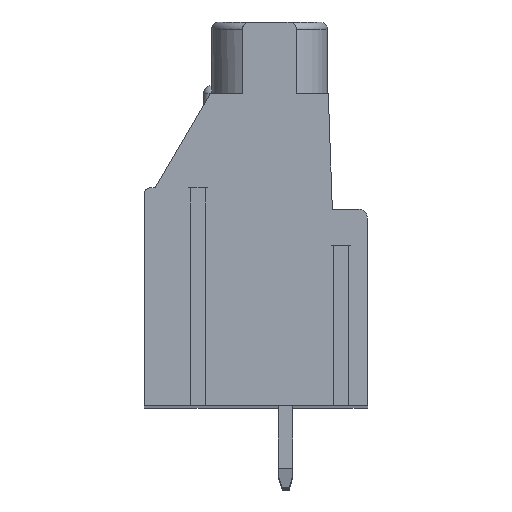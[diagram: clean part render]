
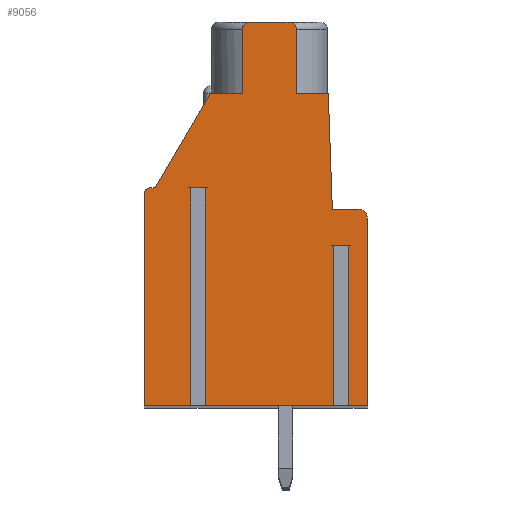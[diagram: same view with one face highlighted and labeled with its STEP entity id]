
A CAD part, top view. The second image highlights one B-rep face of the part: STEP entity #9056.
In plain terms, the highlighted planar face has unit normal (0, 0, 1).
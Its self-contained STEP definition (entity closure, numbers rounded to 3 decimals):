
#27=DIRECTION('',(-1.,0.,0.));
#28=VECTOR('',#27,0.82);
#29=CARTESIAN_POINT('',(-2.09,1.2,72.39));
#30=LINE('',#29,#28);
#31=DIRECTION('',(0.,1.,0.));
#32=VECTOR('',#31,12.2);
#33=CARTESIAN_POINT('',(-2.91,-11.,72.39));
#34=LINE('',#33,#32);
#35=DIRECTION('',(1.,0.,0.));
#36=VECTOR('',#35,2.59);
#37=CARTESIAN_POINT('',(-5.5,-11.,72.39));
#38=LINE('',#37,#36);
#39=DIRECTION('',(0.,-1.,0.));
#40=VECTOR('',#39,11.9);
#41=CARTESIAN_POINT('',(-5.5,0.9,72.39));
#42=LINE('',#41,#40);
#43=CARTESIAN_POINT('',(-5.2,0.9,72.39));
#44=DIRECTION('',(0.,0.,1.));
#45=DIRECTION('',(0.,1.,0.));
#46=AXIS2_PLACEMENT_3D('',#43,#44,#45);
#48=DIRECTION('',(-1.,0.,0.));
#49=VECTOR('',#48,0.3);
#50=CARTESIAN_POINT('',(-4.9,1.2,72.39));
#51=LINE('',#50,#49);
#52=DIRECTION('',(-0.505,-0.863,0.));
#53=VECTOR('',#52,6.14);
#54=CARTESIAN_POINT('',(-1.8,6.5,72.39));
#55=LINE('',#54,#53);
#56=DIRECTION('',(-1.,0.,0.));
#57=VECTOR('',#56,1.8);
#58=CARTESIAN_POINT('',(0.,6.5,72.39));
#59=LINE('',#58,#57);
#60=DIRECTION('',(0.,-1.,0.));
#61=VECTOR('',#60,3.6);
#62=CARTESIAN_POINT('',(0.,10.1,72.39));
#63=LINE('',#62,#61);
#64=CARTESIAN_POINT('',(0.4,10.1,72.39));
#65=DIRECTION('',(0.,0.,1.));
#66=DIRECTION('',(0.,1.,0.));
#67=AXIS2_PLACEMENT_3D('',#64,#65,#66);
#69=DIRECTION('',(-1.,0.,0.));
#70=VECTOR('',#69,2.2);
#71=CARTESIAN_POINT('',(2.6,10.5,72.39));
#72=LINE('',#71,#70);
#73=CARTESIAN_POINT('',(2.6,10.1,72.39));
#74=DIRECTION('',(0.,0.,1.));
#75=DIRECTION('',(1.,0.,0.));
#76=AXIS2_PLACEMENT_3D('',#73,#74,#75);
#78=DIRECTION('',(0.,1.,0.));
#79=VECTOR('',#78,3.6);
#80=CARTESIAN_POINT('',(3.,6.5,72.39));
#81=LINE('',#80,#79);
#82=DIRECTION('',(-1.,0.,0.));
#83=VECTOR('',#82,1.8);
#84=CARTESIAN_POINT('',(4.8,6.5,72.39));
#85=LINE('',#84,#83);
#86=DIRECTION('',(-0.035,0.999,0.));
#87=VECTOR('',#86,6.504);
#88=CARTESIAN_POINT('',(5.027,0.,72.39));
#89=LINE('',#88,#87);
#90=DIRECTION('',(-1.,0.,0.));
#91=VECTOR('',#90,1.473);
#92=CARTESIAN_POINT('',(6.5,0.,72.39));
#93=LINE('',#92,#91);
#94=CARTESIAN_POINT('',(6.5,-0.5,72.39));
#95=DIRECTION('',(0.,0.,1.));
#96=DIRECTION('',(1.,0.,0.));
#97=AXIS2_PLACEMENT_3D('',#94,#95,#96);
#99=DIRECTION('',(0.,1.,0.));
#100=VECTOR('',#99,10.5);
#101=CARTESIAN_POINT('',(7.,-11.,72.39));
#102=LINE('',#101,#100);
#103=DIRECTION('',(1.,0.,0.));
#104=VECTOR('',#103,1.09);
#105=CARTESIAN_POINT('',(5.91,-11.,72.39));
#106=LINE('',#105,#104);
#107=DIRECTION('',(0.,1.,0.));
#108=VECTOR('',#107,9.);
#109=CARTESIAN_POINT('',(5.91,-11.,72.39));
#110=LINE('',#109,#108);
#111=DIRECTION('',(-1.,0.,0.));
#112=VECTOR('',#111,0.82);
#113=CARTESIAN_POINT('',(5.91,-2.,72.39));
#114=LINE('',#113,#112);
#115=DIRECTION('',(0.,1.,0.));
#116=VECTOR('',#115,9.);
#117=CARTESIAN_POINT('',(5.09,-11.,72.39));
#118=LINE('',#117,#116);
#119=DIRECTION('',(1.,0.,0.));
#120=VECTOR('',#119,7.18);
#121=CARTESIAN_POINT('',(-2.09,-11.,72.39));
#122=LINE('',#121,#120);
#123=DIRECTION('',(0.,1.,0.));
#124=VECTOR('',#123,12.2);
#125=CARTESIAN_POINT('',(-2.09,-11.,72.39));
#126=LINE('',#125,#124);
#7147=CARTESIAN_POINT('',(7.,-11.,72.39));
#7148=CARTESIAN_POINT('',(7.,-0.5,72.39));
#7149=VERTEX_POINT('',#7147);
#7150=VERTEX_POINT('',#7148);
#7151=CARTESIAN_POINT('',(6.5,0.,72.39));
#7152=VERTEX_POINT('',#7151);
#7153=CARTESIAN_POINT('',(5.027,0.,72.39));
#7154=VERTEX_POINT('',#7153);
#7155=CARTESIAN_POINT('',(4.8,6.5,72.39));
#7156=VERTEX_POINT('',#7155);
#7157=CARTESIAN_POINT('',(3.,6.5,72.39));
#7158=VERTEX_POINT('',#7157);
#7159=CARTESIAN_POINT('',(3.,10.1,72.39));
#7160=VERTEX_POINT('',#7159);
#7161=CARTESIAN_POINT('',(2.6,10.5,72.39));
#7162=VERTEX_POINT('',#7161);
#7163=CARTESIAN_POINT('',(0.4,10.5,72.39));
#7164=VERTEX_POINT('',#7163);
#7165=CARTESIAN_POINT('',(0.,10.1,72.39));
#7166=VERTEX_POINT('',#7165);
#7167=CARTESIAN_POINT('',(0.,6.5,72.39));
#7168=VERTEX_POINT('',#7167);
#7169=CARTESIAN_POINT('',(-1.8,6.5,72.39));
#7170=VERTEX_POINT('',#7169);
#7171=CARTESIAN_POINT('',(-4.9,1.2,72.39));
#7172=VERTEX_POINT('',#7171);
#7173=CARTESIAN_POINT('',(-5.2,1.2,72.39));
#7174=VERTEX_POINT('',#7173);
#7175=CARTESIAN_POINT('',(-5.5,0.9,72.39));
#7176=VERTEX_POINT('',#7175);
#7177=CARTESIAN_POINT('',(-5.5,-11.,72.39));
#7178=VERTEX_POINT('',#7177);
#7299=CARTESIAN_POINT('',(5.91,-2.,72.39));
#7300=CARTESIAN_POINT('',(5.09,-2.,72.39));
#7301=VERTEX_POINT('',#7299);
#7302=VERTEX_POINT('',#7300);
#7303=CARTESIAN_POINT('',(5.09,-11.,72.39));
#7304=VERTEX_POINT('',#7303);
#7305=CARTESIAN_POINT('',(5.91,-11.,72.39));
#7306=VERTEX_POINT('',#7305);
#7323=CARTESIAN_POINT('',(-2.09,1.2,72.39));
#7324=CARTESIAN_POINT('',(-2.91,1.2,72.39));
#7325=VERTEX_POINT('',#7323);
#7326=VERTEX_POINT('',#7324);
#7327=CARTESIAN_POINT('',(-2.09,-11.,72.39));
#7328=VERTEX_POINT('',#7327);
#7329=CARTESIAN_POINT('',(-2.91,-11.,72.39));
#7330=VERTEX_POINT('',#7329);
#9001=CARTESIAN_POINT('',(0.,0.,72.39));
#9002=DIRECTION('',(0.,0.,1.));
#9003=DIRECTION('',(1.,0.,0.));
#9004=AXIS2_PLACEMENT_3D('',#9001,#9002,#9003);
#9005=PLANE('',#9004);
#9007=ORIENTED_EDGE('',*,*,#9006,.T.);
#9009=ORIENTED_EDGE('',*,*,#9008,.F.);
#9011=ORIENTED_EDGE('',*,*,#9010,.F.);
#9013=ORIENTED_EDGE('',*,*,#9012,.F.);
#9015=ORIENTED_EDGE('',*,*,#9014,.F.);
#9017=ORIENTED_EDGE('',*,*,#9016,.F.);
#9019=ORIENTED_EDGE('',*,*,#9018,.F.);
#9021=ORIENTED_EDGE('',*,*,#9020,.F.);
#9023=ORIENTED_EDGE('',*,*,#9022,.F.);
#9025=ORIENTED_EDGE('',*,*,#9024,.F.);
#9027=ORIENTED_EDGE('',*,*,#9026,.F.);
#9029=ORIENTED_EDGE('',*,*,#9028,.F.);
#9031=ORIENTED_EDGE('',*,*,#9030,.F.);
#9033=ORIENTED_EDGE('',*,*,#9032,.F.);
#9035=ORIENTED_EDGE('',*,*,#9034,.F.);
#9037=ORIENTED_EDGE('',*,*,#9036,.F.);
#9039=ORIENTED_EDGE('',*,*,#9038,.F.);
#9041=ORIENTED_EDGE('',*,*,#9040,.F.);
#9043=ORIENTED_EDGE('',*,*,#9042,.F.);
#9045=ORIENTED_EDGE('',*,*,#9044,.T.);
#9047=ORIENTED_EDGE('',*,*,#9046,.T.);
#9049=ORIENTED_EDGE('',*,*,#9048,.F.);
#9051=ORIENTED_EDGE('',*,*,#9050,.F.);
#9053=ORIENTED_EDGE('',*,*,#9052,.T.);
#9054=EDGE_LOOP('',(#9007,#9009,#9011,#9013,#9015,#9017,#9019,#9021,#9023,#9025,
#9027,#9029,#9031,#9033,#9035,#9037,#9039,#9041,#9043,#9045,#9047,#9049,#9051,
#9053));
#9055=FACE_OUTER_BOUND('',#9054,.F.);
#47=CIRCLE('',#46,0.3);
#68=CIRCLE('',#67,0.4);
#77=CIRCLE('',#76,0.4);
#98=CIRCLE('',#97,0.5);
#9006=EDGE_CURVE('',#7325,#7326,#30,.T.);
#9008=EDGE_CURVE('',#7330,#7326,#34,.T.);
#9010=EDGE_CURVE('',#7178,#7330,#38,.T.);
#9012=EDGE_CURVE('',#7176,#7178,#42,.T.);
#9014=EDGE_CURVE('',#7174,#7176,#47,.T.);
#9016=EDGE_CURVE('',#7172,#7174,#51,.T.);
#9018=EDGE_CURVE('',#7170,#7172,#55,.T.);
#9020=EDGE_CURVE('',#7168,#7170,#59,.T.);
#9022=EDGE_CURVE('',#7166,#7168,#63,.T.);
#9024=EDGE_CURVE('',#7164,#7166,#68,.T.);
#9026=EDGE_CURVE('',#7162,#7164,#72,.T.);
#9028=EDGE_CURVE('',#7160,#7162,#77,.T.);
#9030=EDGE_CURVE('',#7158,#7160,#81,.T.);
#9032=EDGE_CURVE('',#7156,#7158,#85,.T.);
#9034=EDGE_CURVE('',#7154,#7156,#89,.T.);
#9036=EDGE_CURVE('',#7152,#7154,#93,.T.);
#9038=EDGE_CURVE('',#7150,#7152,#98,.T.);
#9040=EDGE_CURVE('',#7149,#7150,#102,.T.);
#9042=EDGE_CURVE('',#7306,#7149,#106,.T.);
#9044=EDGE_CURVE('',#7306,#7301,#110,.T.);
#9046=EDGE_CURVE('',#7301,#7302,#114,.T.);
#9048=EDGE_CURVE('',#7304,#7302,#118,.T.);
#9050=EDGE_CURVE('',#7328,#7304,#122,.T.);
#9052=EDGE_CURVE('',#7328,#7325,#126,.T.);
#9056=ADVANCED_FACE('',(#9055),#9005,.T.);
